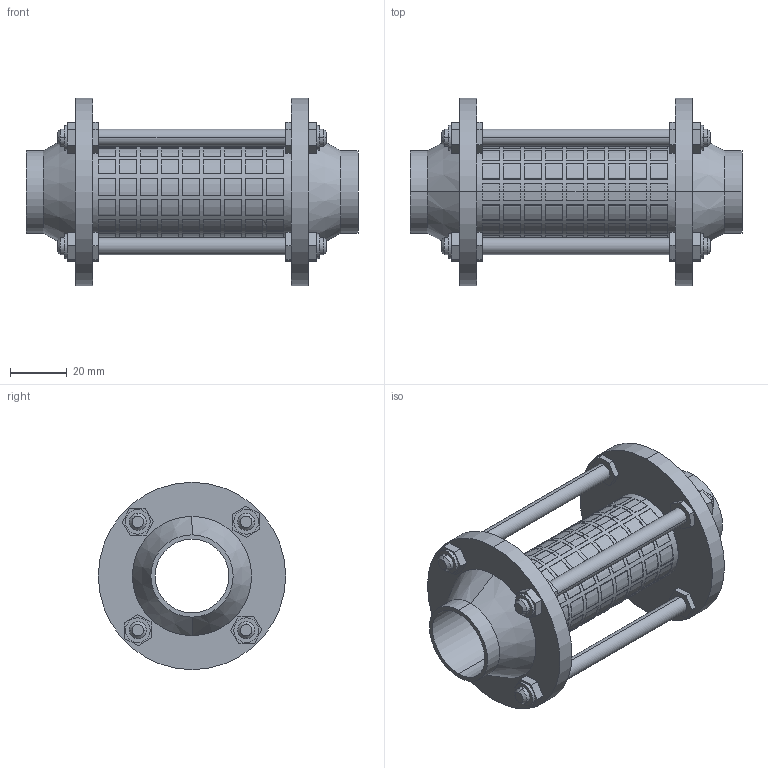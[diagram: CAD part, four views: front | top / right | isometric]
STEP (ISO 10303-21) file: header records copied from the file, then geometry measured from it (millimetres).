
FILE_DESCRIPTION (( 'STEP AP203' ), '1' );
FILE_NAME ('3D_M-7006_DN25_174601010.STEP', '2024-10-04T10:07:27', ( '' ), ( '' ), 'SwSTEP 2.0', 'SolidWorks 2024', '' );
FILE_SCHEMA (( 'CONFIG_CONTROL_DESIGN' ));
Length unit declared in the file: millimetre
Products named in the file (1): 3D_M-7006_DN25_174601010
Bounding box: 117 x 66 x 66 mm (x, y, z)
Volume: 76809.4 mm3; surface area: 48995.5 mm2
Topology: 10 solids, 10 shells, 719 faces, 2032 edges, 1348 vertices
Faces by surface type: plane 617, cylinder 82, cone 20
Entity records: 24017 total; most frequent: DIRECTION 4160, CARTESIAN_POINT 4100, ORIENTED_EDGE 4064, EDGE_CURVE 2032, AXIS2_PLACEMENT_3D 1408, VERTEX_POINT 1348, LINE 1344, VECTOR 1344
